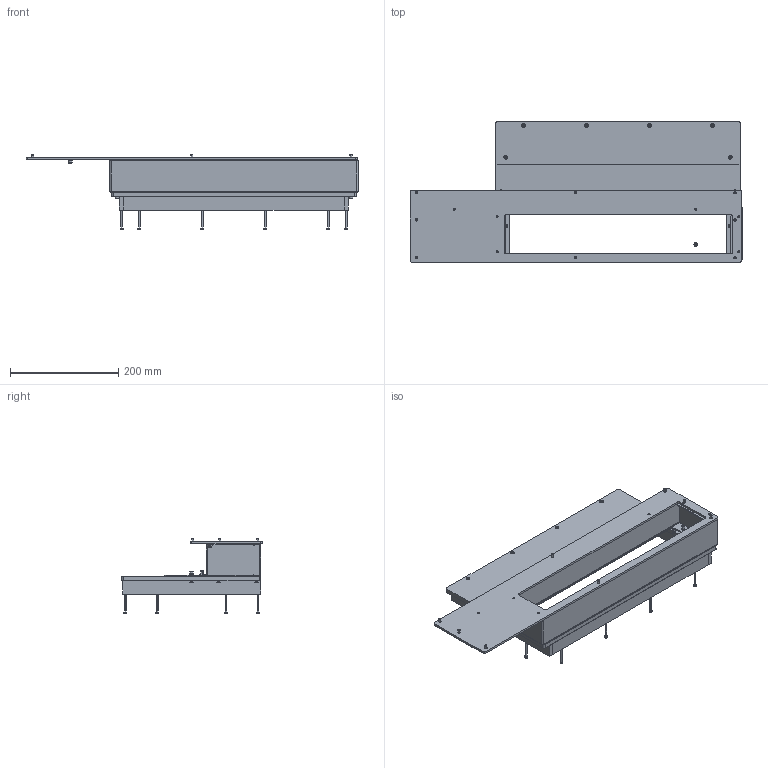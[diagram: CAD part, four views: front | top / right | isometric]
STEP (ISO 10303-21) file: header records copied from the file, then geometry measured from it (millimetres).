
FILE_DESCRIPTION (( 'STEP AP214' ), '1' );
FILE_NAME ('INGUN_115674.STEP', '2024-10-11T06:05:23', ( '' ), ( '' ), 'SwSTEP 2.0', 'SolidWorks 2021', '' );
FILE_SCHEMA (( 'AUTOMOTIVE_DESIGN' ));
Length unit declared in the file: millimetre
Products named in the file (12): DIN912~n_M04,0x012; 115671~0_S; 115686~0_S; 113958~3_S; DIN912~n_M03,0x040; INGUN_115674; DIN7991~n_M04,0x010; 115670~2_S; DIN912~n_M04,0x006; 115685~1_S; DIN7991~n_M03,0x012; 115673~0_S
Assembly tree (53 placements, depth 2):
  INGUN_115674
    115670~2_S
    113958~3_S
    115685~1_S  x2
    115686~0_S  x2
    115671~0_S
    115673~0_S
    DIN912~n_M04,0x012  x6
    DIN912~n_M04,0x006  x4
    DIN7991~n_M03,0x012  x12
    DIN7991~n_M04,0x010  x11
    DIN912~n_M03,0x040  x12
Bounding box: 613 x 259 x 138.99 mm (x, y, z)
Volume: 1199134.3 mm3; surface area: 609700.5 mm2
Topology: 53 solids, 53 shells, 1743 faces, 4288 edges, 2703 vertices
Faces by surface type: cylinder 1135, plane 334, cone 274
Entity records: 17571 total; most frequent: DIRECTION 3139, CARTESIAN_POINT 2751, ORIENTED_EDGE 2644, EDGE_CURVE 1322, AXIS2_PLACEMENT_3D 1217, VERTEX_POINT 829, VECTOR 705, LINE 705
